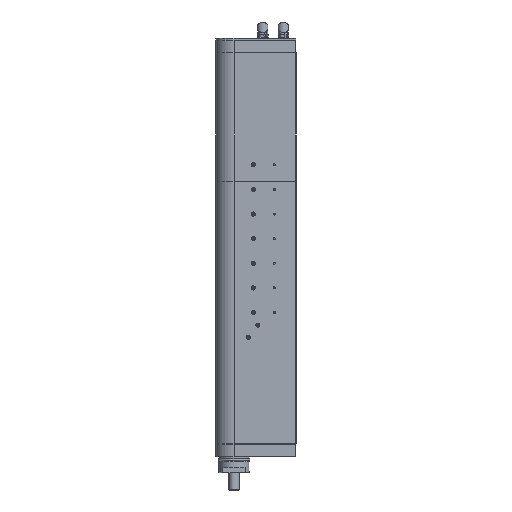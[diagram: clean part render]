
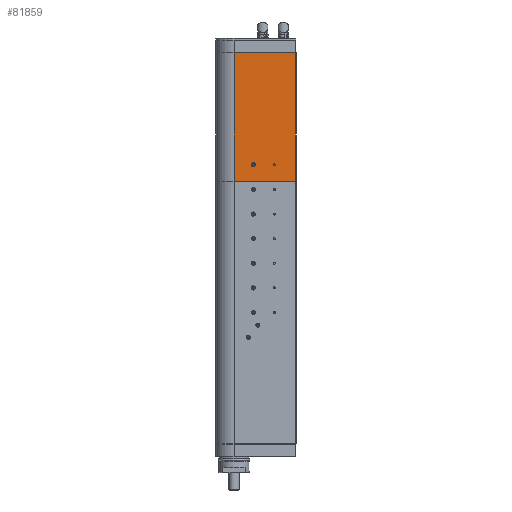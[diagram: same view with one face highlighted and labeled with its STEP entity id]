
A CAD part, left-side view. The second image highlights one B-rep face of the part: STEP entity #81859.
In plain terms, the highlighted planar face has unit normal (-1, 0, 0).
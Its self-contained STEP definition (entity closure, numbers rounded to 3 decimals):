
#1143 = ORIENTED_EDGE ( 'NONE', *, *, #103994, .T. ) ;
#14798 = LINE ( 'NONE', #99396, #129083 ) ;
#15958 = CARTESIAN_POINT ( 'NONE',  ( -44., -149., 952.9 ) ) ;
#16304 = CARTESIAN_POINT ( 'NONE',  ( -44., -47., 680. ) ) ;
#18201 = VERTEX_POINT ( 'NONE', #122911 ) ;
#18247 = VECTOR ( 'NONE', #36337, 1000. ) ;
#21458 = EDGE_LOOP ( 'NONE', ( #132049 ) ) ;
#24252 = CIRCLE ( 'NONE', #84257, 5. ) ;
#25898 = VERTEX_POINT ( 'NONE', #48670 ) ;
#29112 = EDGE_LOOP ( 'NONE', ( #42082, #1143, #145469, #145539 ) ) ;
#31770 = DIRECTION ( 'NONE',  ( 0., 0., -1. ) ) ;
#34055 = CARTESIAN_POINT ( 'NONE',  ( -44., 0., 953. ) ) ;
#36337 = DIRECTION ( 'NONE',  ( 0., -1., 0. ) ) ;
#39437 = CARTESIAN_POINT ( 'NONE',  ( -44., 0., 952.9 ) ) ;
#39837 = DIRECTION ( 'NONE',  ( -1., 0., 0. ) ) ;
#40477 = VECTOR ( 'NONE', #95865, 1000. ) ;
#42082 = ORIENTED_EDGE ( 'NONE', *, *, #119840, .T. ) ;
#48670 = CARTESIAN_POINT ( 'NONE',  ( -44., -47., 685. ) ) ;
#53998 = VERTEX_POINT ( 'NONE', #74390 ) ;
#54275 = DIRECTION ( 'NONE',  ( 1., 0., 0. ) ) ;
#58612 = EDGE_CURVE ( 'NONE', #101046, #18201, #84125, .T. ) ;
#59139 = LINE ( 'NONE', #143680, #18247 ) ;
#67458 = VECTOR ( 'NONE', #31770, 1000. ) ;
#71420 = DIRECTION ( 'NONE',  ( 0., 0., 1. ) ) ;
#74390 = CARTESIAN_POINT ( 'NONE',  ( -44., 0., 640. ) ) ;
#75924 = EDGE_CURVE ( 'NONE', #140547, #101046, #14798, .T. ) ;
#76424 = VERTEX_POINT ( 'NONE', #113239 ) ;
#81859 = ADVANCED_FACE ( 'NONE', ( #138832, #138070, #102017 ), #103574, .F. ) ;
#84125 = LINE ( 'NONE', #39437, #40477 ) ;
#84257 = AXIS2_PLACEMENT_3D ( 'NONE', #16304, #119177, #71420 ) ;
#86941 = ORIENTED_EDGE ( 'NONE', *, *, #120978, .F. ) ;
#88398 = DIRECTION ( 'NONE',  ( 0., 0., 1. ) ) ;
#89124 = CARTESIAN_POINT ( 'NONE',  ( -44., -149., 640. ) ) ;
#95865 = DIRECTION ( 'NONE',  ( 0., 1., 0. ) ) ;
#97836 = DIRECTION ( 'NONE',  ( 0., 0., 1. ) ) ;
#99396 = CARTESIAN_POINT ( 'NONE',  ( -44., -149., 953. ) ) ;
#101046 = VERTEX_POINT ( 'NONE', #15958 ) ;
#102017 = FACE_BOUND ( 'NONE', #21458, .T. ) ;
#103040 = LINE ( 'NONE', #34055, #67458 ) ;
#103574 = PLANE ( 'NONE',  #147761 ) ;
#103694 = CIRCLE ( 'NONE', #108731, 2.5 ) ;
#103994 = EDGE_CURVE ( 'NONE', #53998, #140547, #59139, .T. ) ;
#104348 = CARTESIAN_POINT ( 'NONE',  ( -44., -151., 953. ) ) ;
#108731 = AXIS2_PLACEMENT_3D ( 'NONE', #147984, #39837, #88398 ) ;
#113239 = CARTESIAN_POINT ( 'NONE',  ( -44., -98., 682.5 ) ) ;
#115345 = DIRECTION ( 'NONE',  ( 0., 0., -1. ) ) ;
#119177 = DIRECTION ( 'NONE',  ( -1., 0., 0. ) ) ;
#119840 = EDGE_CURVE ( 'NONE', #18201, #53998, #103040, .T. ) ;
#120978 = EDGE_CURVE ( 'NONE', #76424, #76424, #103694, .T. ) ;
#122911 = CARTESIAN_POINT ( 'NONE',  ( -44., 0., 952.9 ) ) ;
#127252 = EDGE_CURVE ( 'NONE', #25898, #25898, #24252, .T. ) ;
#129083 = VECTOR ( 'NONE', #97836, 1000. ) ;
#132049 = ORIENTED_EDGE ( 'NONE', *, *, #127252, .F. ) ;
#138070 = FACE_OUTER_BOUND ( 'NONE', #29112, .T. ) ;
#138832 = FACE_BOUND ( 'NONE', #152783, .T. ) ;
#140547 = VERTEX_POINT ( 'NONE', #89124 ) ;
#143680 = CARTESIAN_POINT ( 'NONE',  ( -44., -149., 640. ) ) ;
#145469 = ORIENTED_EDGE ( 'NONE', *, *, #75924, .T. ) ;
#145539 = ORIENTED_EDGE ( 'NONE', *, *, #58612, .T. ) ;
#147761 = AXIS2_PLACEMENT_3D ( 'NONE', #104348, #54275, #115345 ) ;
#147984 = CARTESIAN_POINT ( 'NONE',  ( -44., -98., 680. ) ) ;
#152783 = EDGE_LOOP ( 'NONE', ( #86941 ) ) ;
